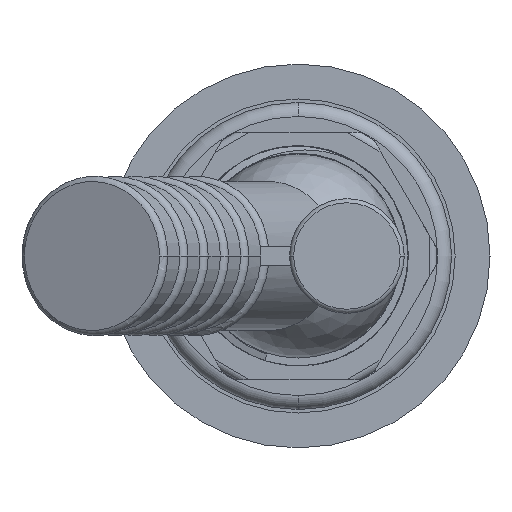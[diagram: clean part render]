
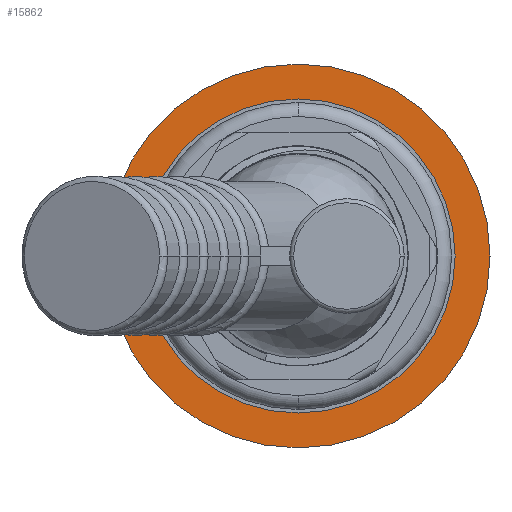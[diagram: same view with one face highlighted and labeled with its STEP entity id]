
A CAD part, front view. The second image highlights one B-rep face of the part: STEP entity #15862.
In plain terms, the highlighted planar face has unit normal (0, -1, 0).
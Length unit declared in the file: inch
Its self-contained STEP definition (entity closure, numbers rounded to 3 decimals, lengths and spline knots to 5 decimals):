
#2216=CARTESIAN_POINT('',(0.,0.,0.));
#2217=DIRECTION('',(0.,1.,0.));
#2218=DIRECTION('',(1.,0.,0.));
#2219=AXIS2_PLACEMENT_3D('',#2216,#2217,#2218);
#2224=CARTESIAN_POINT('',(0.,0.,0.));
#2225=DIRECTION('',(0.,-1.,0.));
#2226=DIRECTION('',(1.,0.,0.));
#2227=AXIS2_PLACEMENT_3D('',#2224,#2225,#2226);
#2232=CARTESIAN_POINT('',(0.,0.,0.));
#2233=DIRECTION('',(0.,1.,0.));
#2234=DIRECTION('',(1.,0.,0.));
#2235=AXIS2_PLACEMENT_3D('',#2232,#2233,#2234);
#2261=CARTESIAN_POINT('',(0.07734,0.,-0.62473));
#2262=CARTESIAN_POINT('',(0.05713,0.,-0.62586));
#2263=CARTESIAN_POINT('',(0.01701,0.,-0.62615));
#2264=CARTESIAN_POINT('',(-0.04236,0.,-0.62089));
#2265=CARTESIAN_POINT('',(-0.10064,0.,-0.61005));
#2266=CARTESIAN_POINT('',(-0.15752,0.,-0.59369));
#2267=CARTESIAN_POINT('',(-0.21212,0.,-0.57211));
#2268=CARTESIAN_POINT('',(-0.26418,0.,-0.54549));
#2269=CARTESIAN_POINT('',(-0.31327,0.,-0.51408));
#2270=CARTESIAN_POINT('',(-0.35874,0.,-0.47835));
#2271=CARTESIAN_POINT('',(-0.40043,0.,-0.43851));
#2272=CARTESIAN_POINT('',(-0.42537,0.,-0.40955));
#2273=CARTESIAN_POINT('',(-0.43714,0.,-0.39445));
#2278=CARTESIAN_POINT('',(-0.43714,0.,-0.39445));
#2279=CARTESIAN_POINT('',(-0.45102,0.,-0.37907));
#2280=CARTESIAN_POINT('',(-0.47697,0.,-0.34707));
#2281=CARTESIAN_POINT('',(-0.51072,0.,-0.29518));
#2282=CARTESIAN_POINT('',(-0.5389,0.,-0.2399));
#2283=CARTESIAN_POINT('',(-0.56107,0.,-0.1821));
#2284=CARTESIAN_POINT('',(-0.57707,0.,-0.1223));
#2285=CARTESIAN_POINT('',(-0.58672,0.,-0.061));
#2286=CARTESIAN_POINT('',(-0.58988,0.,0.00072));
#2287=CARTESIAN_POINT('',(-0.58655,0.,0.0627));
#2288=CARTESIAN_POINT('',(-0.57673,0.,0.12384));
#2289=CARTESIAN_POINT('',(-0.5606,0.,0.18357));
#2290=CARTESIAN_POINT('',(-0.53818,0.,0.2415));
#2291=CARTESIAN_POINT('',(-0.50999,0.,0.29643));
#2292=CARTESIAN_POINT('',(-0.476,0.,0.34841));
#2293=CARTESIAN_POINT('',(-0.43685,0.,0.39638));
#2294=CARTESIAN_POINT('',(-0.39294,0.,0.43996));
#2295=CARTESIAN_POINT('',(-0.34448,0.,0.47885));
#2296=CARTESIAN_POINT('',(-0.29255,0.,0.51222));
#2297=CARTESIAN_POINT('',(-0.23707,0.,0.54016));
#2298=CARTESIAN_POINT('',(-0.17916,0.,0.56201));
#2299=CARTESIAN_POINT('',(-0.11929,0.,0.5777));
#2300=CARTESIAN_POINT('',(-0.05789,0.,0.58704));
#2301=CARTESIAN_POINT('',(0.00385,0.,0.58986));
#2302=CARTESIAN_POINT('',(0.04503,0.,0.58744));
#2303=CARTESIAN_POINT('',(0.06564,0.,0.58513));
#2350=CARTESIAN_POINT('',(0.06564,0.,0.58513));
#2351=CARTESIAN_POINT('',(0.08473,0.,0.58437));
#2352=CARTESIAN_POINT('',(0.12273,0.,0.581));
#2353=CARTESIAN_POINT('',(0.17951,0.,0.57035));
#2354=CARTESIAN_POINT('',(0.23502,0.,0.55424));
#2355=CARTESIAN_POINT('',(0.2892,0.,0.53265));
#2356=CARTESIAN_POINT('',(0.3412,0.,0.50585));
#2357=CARTESIAN_POINT('',(0.39061,0.,0.47403));
#2358=CARTESIAN_POINT('',(0.43708,0.,0.43734));
#2359=CARTESIAN_POINT('',(0.47994,0.,0.39621));
#2360=CARTESIAN_POINT('',(0.51883,0.,0.35098));
#2361=CARTESIAN_POINT('',(0.54188,0.,0.31834));
#2362=CARTESIAN_POINT('',(0.55268,0.,0.30136));
#2431=CARTESIAN_POINT('',(0.,0.,0.));
#2432=DIRECTION('',(0.,1.,0.));
#2433=DIRECTION('',(0.878,0.,0.479));
#2434=AXIS2_PLACEMENT_3D('',#2431,#2432,#2433);
#13946=CARTESIAN_POINT('',(1.1,0.,0.));
#13948=VERTEX_POINT('',#13946);
#13950=CARTESIAN_POINT('',(-1.1,0.,0.));
#13952=VERTEX_POINT('',#13950);
#13954=CARTESIAN_POINT('',(0.6295,0.,0.));
#13955=CARTESIAN_POINT('',(0.07734,0.,-0.62473));
#13956=VERTEX_POINT('',#13954);
#13957=VERTEX_POINT('',#13955);
#13958=CARTESIAN_POINT('',(0.55268,0.,0.30136));
#13959=VERTEX_POINT('',#13958);
#13960=VERTEX_POINT('',#2273);
#13961=VERTEX_POINT('',#2303);
#15841=CARTESIAN_POINT('',(0.,0.,0.));
#15842=DIRECTION('',(0.,-1.,0.));
#15843=DIRECTION('',(-1.,0.,0.));
#15844=AXIS2_PLACEMENT_3D('',#15841,#15842,#15843);
#15845=PLANE('',#15844);
#15846=ORIENTED_EDGE('',*,*,#15834,.F.);
#15847=ORIENTED_EDGE('',*,*,#15823,.T.);
#15848=EDGE_LOOP('',(#15846,#15847));
#15849=FACE_OUTER_BOUND('',#15848,.F.);
#15851=ORIENTED_EDGE('',*,*,#15850,.F.);
#15853=ORIENTED_EDGE('',*,*,#15852,.F.);
#15855=ORIENTED_EDGE('',*,*,#15854,.F.);
#15857=ORIENTED_EDGE('',*,*,#15856,.F.);
#15859=ORIENTED_EDGE('',*,*,#15858,.F.);
#15860=EDGE_LOOP('',(#15851,#15853,#15855,#15857,#15859));
#15861=FACE_BOUND('',#15860,.F.);
#2220=CIRCLE('',#2219,1.1);
#2228=CIRCLE('',#2227,1.1);
#2236=CIRCLE('',#2235,0.6295);
#2274=B_SPLINE_CURVE_WITH_KNOTS('',3,(#2261,#2262,#2263,#2264,#2265,#2266,#2267,
#2268,#2269,#2270,#2271,#2272,#2273),.UNSPECIFIED.,.F.,.F.,(4,1,1,1,1,1,1,1,1,1,
4),(0.,0.1,0.2,0.3,0.4,0.5,0.6,0.7,0.8,0.9,1.),
.UNSPECIFIED.);
#2304=B_SPLINE_CURVE_WITH_KNOTS('',3,(#2278,#2279,#2280,#2281,#2282,#2283,#2284,
#2285,#2286,#2287,#2288,#2289,#2290,#2291,#2292,#2293,#2294,#2295,#2296,#2297,
#2298,#2299,#2300,#2301,#2302,#2303),.UNSPECIFIED.,.F.,.F.,(4,1,1,1,1,1,1,1,1,1,
1,1,1,1,1,1,1,1,1,1,1,1,1,4),(0.,0.04348,0.08696,
0.13043,0.17391,0.21739,0.26087,
0.30435,0.34783,0.3913,0.43478,
0.47826,0.52174,0.56522,0.6087,
0.65217,0.69565,0.73913,0.78261,
0.82609,0.86957,0.91304,0.95652,1.),
.UNSPECIFIED.);
#2363=B_SPLINE_CURVE_WITH_KNOTS('',3,(#2350,#2351,#2352,#2353,#2354,#2355,#2356,
#2357,#2358,#2359,#2360,#2361,#2362),.UNSPECIFIED.,.F.,.F.,(4,1,1,1,1,1,1,1,1,1,
4),(0.,0.1,0.2,0.3,0.4,0.5,0.6,0.7,0.8,0.9,1.),
.UNSPECIFIED.);
#2435=CIRCLE('',#2434,0.6295);
#15823=EDGE_CURVE('',#13948,#13952,#2220,.T.);
#15834=EDGE_CURVE('',#13948,#13952,#2228,.T.);
#15850=EDGE_CURVE('',#13956,#13957,#2236,.T.);
#15852=EDGE_CURVE('',#13959,#13956,#2435,.T.);
#15854=EDGE_CURVE('',#13961,#13959,#2363,.T.);
#15856=EDGE_CURVE('',#13960,#13961,#2304,.T.);
#15858=EDGE_CURVE('',#13957,#13960,#2274,.T.);
#15862=ADVANCED_FACE('',(#15849,#15861),#15845,.T.);
